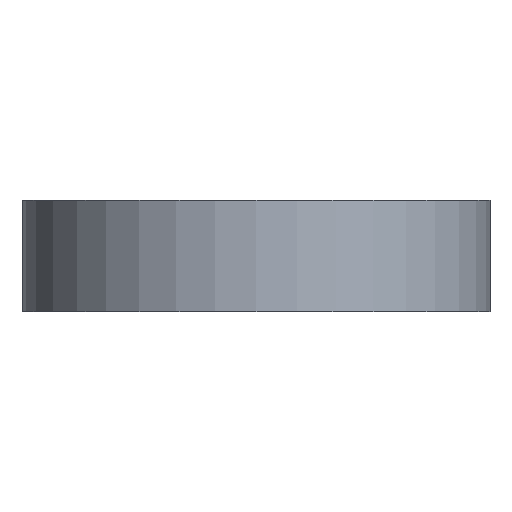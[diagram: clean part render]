
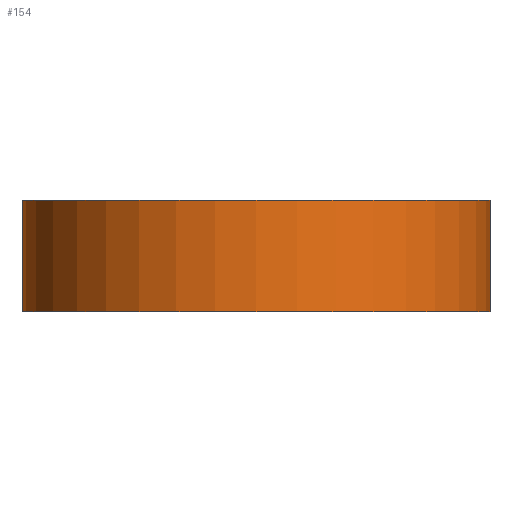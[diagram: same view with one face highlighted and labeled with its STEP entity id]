
A CAD part, front view. The second image highlights one B-rep face of the part: STEP entity #154.
In plain terms, the highlighted cylindrical face has radius 2.1 mm (diameter 4.2 mm), a partial arc.
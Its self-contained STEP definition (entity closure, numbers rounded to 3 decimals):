
#34=CARTESIAN_POINT('',(-16.771,-16.134,6.6));
#35=VERTEX_POINT('',#34);
#50=CARTESIAN_POINT('',(-16.771,-16.134,7.6));
#51=VERTEX_POINT('',#50);
#58=CARTESIAN_POINT('',(-16.771,-16.134,7.6));
#59=DIRECTION('',(0.,0.,-1.));
#60=VECTOR('',#59,1.);
#61=LINE('',#58,#60);
#62=EDGE_CURVE('',#51,#35,#61,.T.);
#105=CARTESIAN_POINT('',(-20.971,-16.134,6.6));
#106=VERTEX_POINT('',#105);
#113=CARTESIAN_POINT('',(-20.971,-16.134,7.6));
#114=VERTEX_POINT('',#113);
#115=CARTESIAN_POINT('',(-20.971,-16.134,7.6));
#116=DIRECTION('',(0.,0.,-1.));
#117=VECTOR('',#116,1.);
#118=LINE('',#115,#117);
#119=EDGE_CURVE('',#114,#106,#118,.T.);
#131=CARTESIAN_POINT('',(-18.871,-16.134,7.6));
#132=DIRECTION('',(0.,0.,-1.));
#133=DIRECTION('',(-1.,0.,0.));
#134=AXIS2_PLACEMENT_3D('',#131,#132,#133);
#135=CYLINDRICAL_SURFACE('',#134,2.1);
#136=CARTESIAN_POINT('',(-18.871,-16.134,6.6));
#137=DIRECTION('',(0.,0.,1.));
#138=DIRECTION('',(1.,0.,-0.));
#139=AXIS2_PLACEMENT_3D('',#136,#137,#138);
#140=CIRCLE('',#139,2.1);
#141=EDGE_CURVE('',#106,#35,#140,.T.);
#142=ORIENTED_EDGE('',*,*,#141,.T.);
#143=ORIENTED_EDGE('',*,*,#62,.F.);
#144=CARTESIAN_POINT('',(-18.871,-16.134,7.6));
#145=DIRECTION('',(0.,0.,1.));
#146=DIRECTION('',(1.,0.,-0.));
#147=AXIS2_PLACEMENT_3D('',#144,#145,#146);
#148=CIRCLE('',#147,2.1);
#149=EDGE_CURVE('',#114,#51,#148,.T.);
#150=ORIENTED_EDGE('',*,*,#149,.F.);
#151=ORIENTED_EDGE('',*,*,#119,.T.);
#152=EDGE_LOOP('',(#142,#143,#150,#151));
#153=FACE_BOUND('',#152,.T.);
#154=ADVANCED_FACE('',(#153),#135,.T.);
